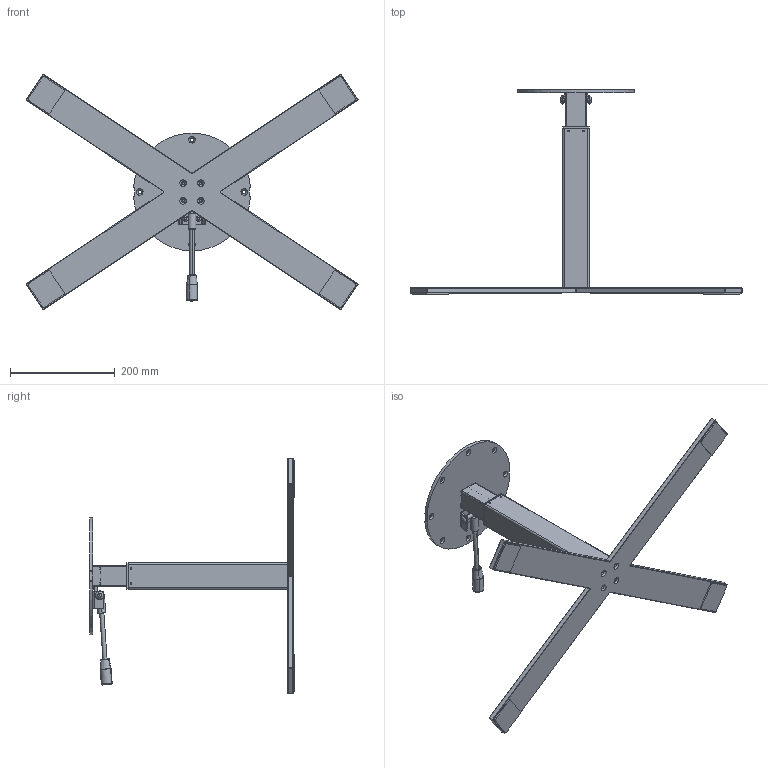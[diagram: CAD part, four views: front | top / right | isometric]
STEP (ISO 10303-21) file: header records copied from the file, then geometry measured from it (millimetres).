
FILE_DESCRIPTION (( 'STEP AP203' ), '1' );
FILE_NAME ('50320x_Pelarstativ 730, spak, Sitt_Sitt.STEP', '2019-02-28T14:52:35', ( '' ), ( '' ), 'SwSTEP 2.0', 'SolidWorks 2017', '' );
FILE_SCHEMA (( 'CONFIG_CONTROL_DESIGN' ));
Length unit declared in the file: millimetre
Products named in the file (1): 50320x_Pelarstativ 730, spak, Sitt_Sitt
Bounding box: 635.22 x 391.5 x 450.63 mm (x, y, z)
Surface area: 460128.6 mm2 (no closed solid volume)
Topology: 0 solids, 43 shells, 314 faces, 971 edges, 672 vertices
Faces by surface type: plane 133, cylinder 126, cone 28, sphere 12, torus 12, bspline 3
Entity records: 10942 total; most frequent: CARTESIAN_POINT 2035, DIRECTION 2005, ORIENTED_EDGE 1518, EDGE_CURVE 967, AXIS2_PLACEMENT_3D 738, VERTEX_POINT 672, VECTOR 529, LINE 529
